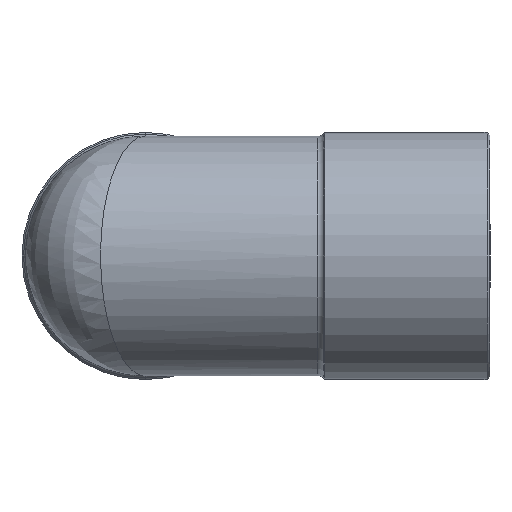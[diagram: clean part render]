
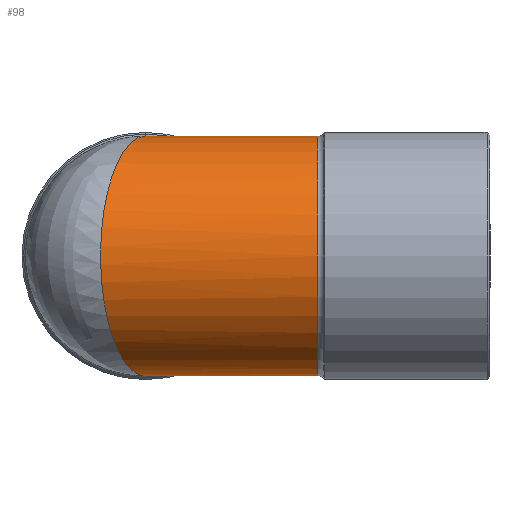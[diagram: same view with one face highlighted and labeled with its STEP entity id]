
A CAD part, left-side view. The second image highlights one B-rep face of the part: STEP entity #98.
In plain terms, the highlighted cylindrical face has radius 8 mm (diameter 16 mm), a partial arc.
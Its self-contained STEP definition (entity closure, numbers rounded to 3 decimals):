
#26 = EDGE_LOOP ( 'NONE', ( #1203, #1204, #1205, #1201 ) ) ;
#98 = ADVANCED_FACE ( 'NONE', ( #339 ), #340, .T. ) ;
#127 =( BOUNDED_CURVE ( )  B_SPLINE_CURVE ( 3, ( #843, #844, #845, #846 ),
 .UNSPECIFIED., .F., .T. ) 
 B_SPLINE_CURVE_WITH_KNOTS ( ( 4, 4 ),
 ( 1.571, 4.712 ),
 .UNSPECIFIED. ) 
 CURVE ( )  GEOMETRIC_REPRESENTATION_ITEM ( )  RATIONAL_B_SPLINE_CURVE ( ( 1., 0.333, 0.333, 1. ) ) 
 REPRESENTATION_ITEM ( '' )  );
#140 = AXIS2_PLACEMENT_3D ( 'NONE', #582, #583, #584 ) ;
#167 = AXIS2_PLACEMENT_3D ( 'NONE', #647, #648, #649 ) ;
#168 = CIRCLE ( 'NONE', #167, 8. ) ;
#192 = EDGE_CURVE ( 'NONE', #1384, #1385, #168, .T. ) ;
#209 = EDGE_CURVE ( 'NONE', #1393, #1385, #378, .T. ) ;
#212 = EDGE_CURVE ( 'NONE', #1392, #1384, #379, .T. ) ;
#235 = EDGE_CURVE ( 'NONE', #1393, #1392, #127, .T. ) ;
#339 = FACE_OUTER_BOUND ( 'NONE', #26, .T. ) ;
#340 = CYLINDRICAL_SURFACE ( 'NONE', #140, 8. ) ;
#378 = LINE ( 'NONE', #770, #1402 ) ;
#379 = LINE ( 'NONE', #779, #1403 ) ;
#582 = CARTESIAN_POINT ( 'NONE',  ( 0., 22.627, 0. ) ) ;
#583 = DIRECTION ( 'NONE',  ( 0., -1., 0. ) ) ;
#584 = DIRECTION ( 'NONE',  ( 0., 0., -1. ) ) ;
#647 = CARTESIAN_POINT ( 'NONE',  ( 0., -11.5, 0. ) ) ;
#648 = DIRECTION ( 'NONE',  ( 0., 1., 0. ) ) ;
#649 = DIRECTION ( 'NONE',  ( 0., 0., 1. ) ) ;
#770 = CARTESIAN_POINT ( 'NONE',  ( 0., 22.627, 8. ) ) ;
#771 = DIRECTION ( 'NONE',  ( 0., -1., 0. ) ) ;
#779 = CARTESIAN_POINT ( 'NONE',  ( 0., 22.627, -8. ) ) ;
#780 = DIRECTION ( 'NONE',  ( 0., -1., 0. ) ) ;
#843 = CARTESIAN_POINT ( 'NONE',  ( 0., 0., 8. ) ) ;
#844 = CARTESIAN_POINT ( 'NONE',  ( -16., 6., 8. ) ) ;
#845 = CARTESIAN_POINT ( 'NONE',  ( -16., 6., -8. ) ) ;
#846 = CARTESIAN_POINT ( 'NONE',  ( 0., 0., -8. ) ) ;
#1149 = CARTESIAN_POINT ( 'NONE',  ( 0., -11.5, -8. ) ) ;
#1150 = CARTESIAN_POINT ( 'NONE',  ( 0., -11.5, 8. ) ) ;
#1157 = CARTESIAN_POINT ( 'NONE',  ( 0., 0., -8. ) ) ;
#1158 = CARTESIAN_POINT ( 'NONE',  ( 0., 0., 8. ) ) ;
#1201 = ORIENTED_EDGE ( 'NONE', *, *, #192, .T. ) ;
#1203 = ORIENTED_EDGE ( 'NONE', *, *, #209, .F. ) ;
#1204 = ORIENTED_EDGE ( 'NONE', *, *, #235, .T. ) ;
#1205 = ORIENTED_EDGE ( 'NONE', *, *, #212, .T. ) ;
#1384 = VERTEX_POINT ( 'NONE', #1149 ) ;
#1385 = VERTEX_POINT ( 'NONE', #1150 ) ;
#1392 = VERTEX_POINT ( 'NONE', #1157 ) ;
#1393 = VERTEX_POINT ( 'NONE', #1158 ) ;
#1402 = VECTOR ( 'NONE', #771, 1000. ) ;
#1403 = VECTOR ( 'NONE', #780, 1000. ) ;
